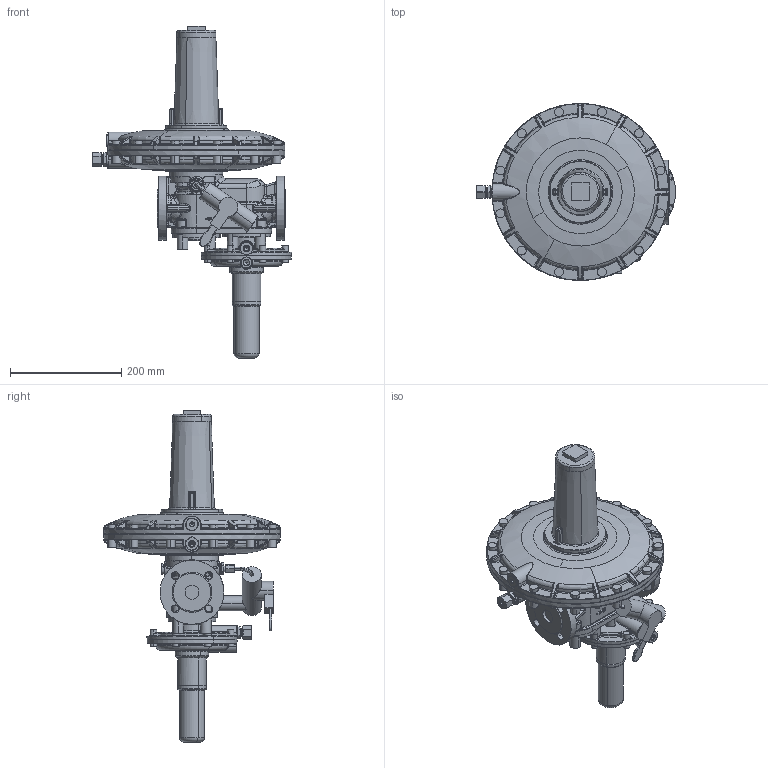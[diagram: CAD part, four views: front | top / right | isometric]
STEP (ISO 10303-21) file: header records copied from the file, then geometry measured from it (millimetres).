
FILE_DESCRIPTION(('CATIA V5 STEP'),'2;1');
FILE_NAME('RS 250 DN 025-318-links.stp','2014-03-28T08:59:36+00:00',('none'),('none'),'CATIA Version 5 Release 19 SP 9 (IN-10)','CATIA V5 STEP AP203 Edition 2','none');
FILE_SCHEMA(('AP203_CONFIGURATION_CONTROLLED_3D_DESIGN_OF_MECHANICAL_PARTS_AND_ASSEMBLIES_MIM_LF { 1 0 10303 403 2 1 2}'));
Products named in the file (1): 870800_AllCATPart
Bounding box: 357.8 x 318 x 596.56 mm (x, y, z)
Volume: 8114026.1 mm3; surface area: 518820.6 mm2
Topology: 1 solids, 24 shells, 2681 faces, 6673 edges, 3789 vertices
Faces by surface type: cylinder 808, bspline 613, torus 513, plane 440, sphere 137, cone 114, revolution 56
Entity records: 117370 total; most frequent: CARTESIAN_POINT 64410, ORIENTED_EDGE 12762, DIRECTION 7317, EDGE_CURVE 6381, AXIS2_PLACEMENT_3D 4277, VERTEX_POINT 3789, EDGE_LOOP 2764, ADVANCED_FACE 2681
